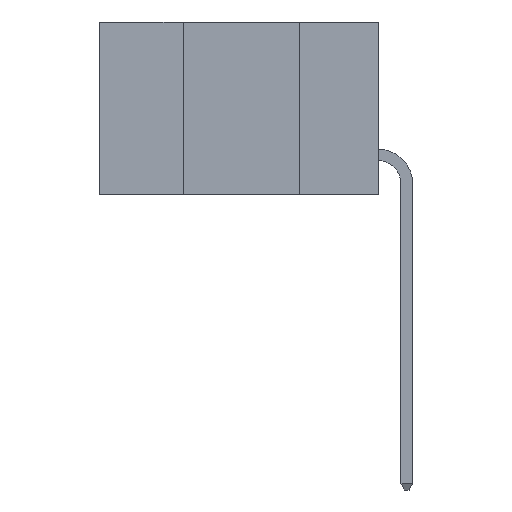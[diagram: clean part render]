
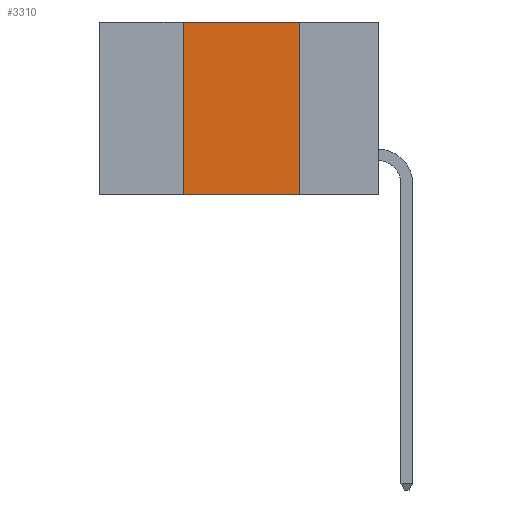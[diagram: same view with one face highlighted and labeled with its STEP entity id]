
A CAD part, left-side view. The second image highlights one B-rep face of the part: STEP entity #3310.
In plain terms, the highlighted planar face has unit normal (-1, 0, 0).
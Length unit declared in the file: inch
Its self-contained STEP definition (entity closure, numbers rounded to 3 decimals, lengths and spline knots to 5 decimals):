
#219 = CARTESIAN_POINT ( 'NONE',  ( 0., 0.42, 0. ) ) ;
#464 = ORIENTED_EDGE ( 'NONE', *, *, #6716, .T. ) ;
#590 = ORIENTED_EDGE ( 'NONE', *, *, #2744, .F. ) ;
#639 = DIRECTION ( 'NONE',  ( 0., -1., 0. ) ) ;
#649 = CARTESIAN_POINT ( 'NONE',  ( 0., 0.6, -0.37 ) ) ;
#921 = ORIENTED_EDGE ( 'NONE', *, *, #5412, .F. ) ;
#1224 = ORIENTED_EDGE ( 'NONE', *, *, #6252, .F. ) ;
#1698 = VECTOR ( 'NONE', #6257, 39.37008 ) ;
#2243 = VERTEX_POINT ( 'NONE', #219 ) ;
#2491 = LINE ( 'NONE', #649, #5972 ) ;
#2744 = EDGE_CURVE ( 'NONE', #5607, #2243, #6577, .T. ) ;
#2898 = CARTESIAN_POINT ( 'NONE',  ( 0., 0.17, -0.37 ) ) ;
#2906 = DIRECTION ( 'NONE',  ( 0., 0., -1. ) ) ;
#2986 = VERTEX_POINT ( 'NONE', #7230 ) ;
#3180 = LINE ( 'NONE', #2898, #4700 ) ;
#3310 = ADVANCED_FACE ( 'NONE', ( #5708 ), #7106, .F. ) ;
#3541 = CARTESIAN_POINT ( 'NONE',  ( 0., 0.17, 0. ) ) ;
#4696 = VECTOR ( 'NONE', #7893, 39.37008 ) ;
#4700 = VECTOR ( 'NONE', #2906, 39.37008 ) ;
#5412 = EDGE_CURVE ( 'NONE', #2243, #6091, #6978, .T. ) ;
#5607 = VERTEX_POINT ( 'NONE', #5609 ) ;
#5609 = CARTESIAN_POINT ( 'NONE',  ( 0., 0.42, -0.37 ) ) ;
#5708 = FACE_OUTER_BOUND ( 'NONE', #6054, .T. ) ;
#5972 = VECTOR ( 'NONE', #639, 39.37008 ) ;
#6054 = EDGE_LOOP ( 'NONE', ( #1224, #921, #590, #464 ) ) ;
#6091 = VERTEX_POINT ( 'NONE', #3541 ) ;
#6252 = EDGE_CURVE ( 'NONE', #6091, #2986, #3180, .T. ) ;
#6257 = DIRECTION ( 'NONE',  ( 0., -1., 0. ) ) ;
#6284 = CARTESIAN_POINT ( 'NONE',  ( 0., 0.6, 0. ) ) ;
#6577 = LINE ( 'NONE', #7798, #4696 ) ;
#6716 = EDGE_CURVE ( 'NONE', #5607, #2986, #2491, .T. ) ;
#6978 = LINE ( 'NONE', #6284, #1698 ) ;
#7012 = DIRECTION ( 'NONE',  ( 0., 0., -1. ) ) ;
#7053 = DIRECTION ( 'NONE',  ( 1., 0., 0. ) ) ;
#7076 = CARTESIAN_POINT ( 'NONE',  ( 0., 0.6, 0. ) ) ;
#7106 = PLANE ( 'NONE',  #7674 ) ;
#7230 = CARTESIAN_POINT ( 'NONE',  ( 0., 0.17, -0.37 ) ) ;
#7674 = AXIS2_PLACEMENT_3D ( 'NONE', #7076, #7053, #7012 ) ;
#7798 = CARTESIAN_POINT ( 'NONE',  ( 0., 0.42, -0.37 ) ) ;
#7893 = DIRECTION ( 'NONE',  ( 0., 0., 1. ) ) ;
